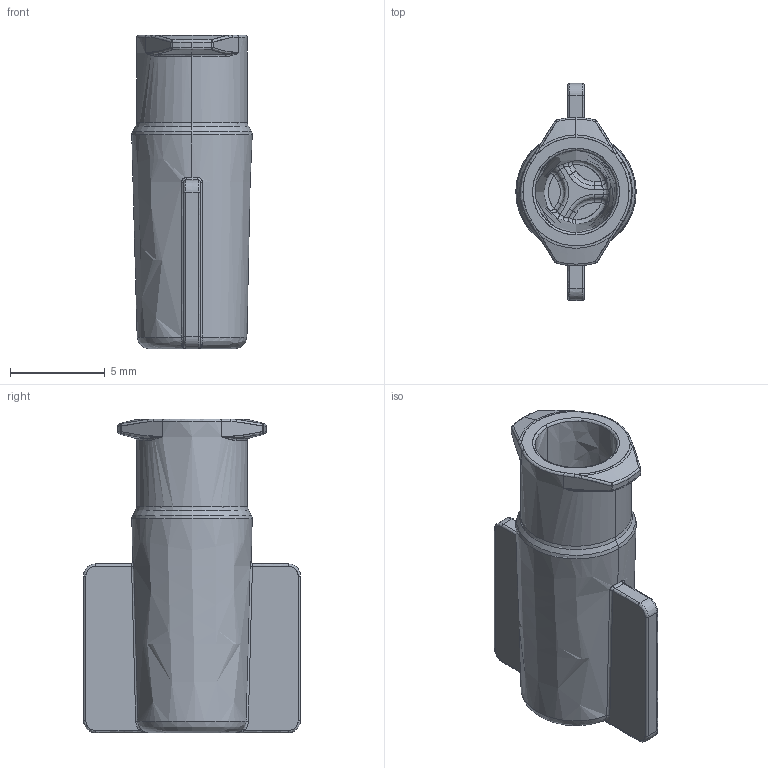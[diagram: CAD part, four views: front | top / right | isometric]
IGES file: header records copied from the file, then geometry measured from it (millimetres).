
Start section: SolidWorks IGES file using analytic representation for surfaces
Global section: file name: E-F-240059.IGS; native system: SolidWorks 2022; preprocessor: SolidWorks 2022; author: WTsang; date: 240812.095957; units: millimetre
Bounding box: 6.34 x 11.43 x 16.51 mm (x, y, z)
Surface area: 653.4 mm2 (no closed solid volume)
Topology: 0 solids, 0 shells, 169 faces, 991 edges, 972 vertices
Faces by surface type: bspline 106, revolution 63
